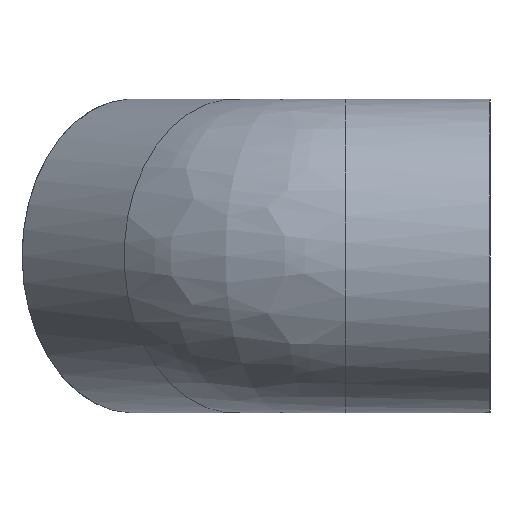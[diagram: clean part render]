
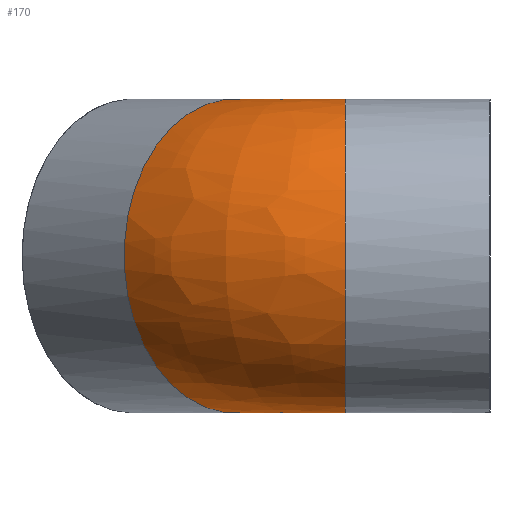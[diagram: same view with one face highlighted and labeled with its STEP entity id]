
A CAD part, left-side view. The second image highlights one B-rep face of the part: STEP entity #170.
In plain terms, the highlighted free-form (B-spline) face has degree [2, 2] with [9, 3] control points.
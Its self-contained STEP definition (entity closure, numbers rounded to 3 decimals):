
#15=(
BOUNDED_SURFACE()
B_SPLINE_SURFACE(2,2,((#302,#303,#304),(#305,#306,#307),(#308,#309,#310),
(#311,#312,#313),(#314,#315,#316),(#317,#318,#319),(#320,#321,#322),(#323,
#324,#325),(#326,#327,#328)),.UNSPECIFIED.,.F.,.F.,.F.)
B_SPLINE_SURFACE_WITH_KNOTS((3,2,2,2,3),(3,3),(-3.02,-1.51,
0.,1.51,3.02),(0.,0.785),
 .UNSPECIFIED.)
GEOMETRIC_REPRESENTATION_ITEM()
RATIONAL_B_SPLINE_SURFACE(((1.,0.924,1.),(0.728,
0.673,0.728),(1.,0.924,1.),(0.728,
0.673,0.728),(1.,0.924,1.),(0.728,
0.673,0.728),(1.,0.924,1.),(0.728,
0.673,0.728),(1.,0.924,1.)))
REPRESENTATION_ITEM('')
SURFACE()
);
#51=FACE_OUTER_BOUND('',#78,.T.);
#78=EDGE_LOOP('',(#150,#151));
#84=CIRCLE('',#183,129.);
#90=CIRCLE('',#195,129.);
#98=VERTEX_POINT('',#275);
#99=VERTEX_POINT('',#276);
#112=EDGE_CURVE('',#98,#99,#84,.T.);
#119=EDGE_CURVE('',#98,#99,#90,.T.);
#150=ORIENTED_EDGE('',*,*,#112,.T.);
#151=ORIENTED_EDGE('',*,*,#119,.F.);
#170=ADVANCED_FACE('',(#51),#15,.F.);
#183=AXIS2_PLACEMENT_3D('',#277,#223,#224);
#195=AXIS2_PLACEMENT_3D('',#294,#247,#248);
#223=DIRECTION('center_axis',(0.,1.,0.));
#224=DIRECTION('ref_axis',(1.,0.,0.));
#247=DIRECTION('center_axis',(0.707,0.707,0.));
#248=DIRECTION('ref_axis',(0.707,-0.707,0.));
#275=CARTESIAN_POINT('',(128.043,119.,-15.683));
#276=CARTESIAN_POINT('',(128.043,119.,15.683));
#277=CARTESIAN_POINT('Origin',(0.,119.,0.));
#294=CARTESIAN_POINT('Origin',(37.503,209.54,0.));
#302=CARTESIAN_POINT('Ctrl Pts',(128.043,119.,15.683));
#303=CARTESIAN_POINT('Ctrl Pts',(128.043,119.,15.683));
#304=CARTESIAN_POINT('Ctrl Pts',(128.043,119.,15.683));
#305=CARTESIAN_POINT('Ctrl Pts',(113.288,119.,136.152));
#306=CARTESIAN_POINT('Ctrl Pts',(113.288,125.112,136.152));
#307=CARTESIAN_POINT('Ctrl Pts',(117.61,129.433,136.152));
#308=CARTESIAN_POINT('Ctrl Pts',(-7.856,119.,128.761));
#309=CARTESIAN_POINT('Ctrl Pts',(-7.856,175.291,128.761));
#310=CARTESIAN_POINT('Ctrl Pts',(31.948,215.095,128.761));
#311=CARTESIAN_POINT('Ctrl Pts',(-129.,119.,121.369));
#312=CARTESIAN_POINT('Ctrl Pts',(-129.,225.471,121.369));
#313=CARTESIAN_POINT('Ctrl Pts',(-53.714,300.757,121.369));
#314=CARTESIAN_POINT('Ctrl Pts',(-129.,119.,0.));
#315=CARTESIAN_POINT('Ctrl Pts',(-129.,225.471,0.));
#316=CARTESIAN_POINT('Ctrl Pts',(-53.714,300.757,0.));
#317=CARTESIAN_POINT('Ctrl Pts',(-129.,119.,-121.369));
#318=CARTESIAN_POINT('Ctrl Pts',(-129.,225.471,-121.369));
#319=CARTESIAN_POINT('Ctrl Pts',(-53.714,300.757,-121.369));
#320=CARTESIAN_POINT('Ctrl Pts',(-7.856,119.,-128.761));
#321=CARTESIAN_POINT('Ctrl Pts',(-7.856,175.291,-128.761));
#322=CARTESIAN_POINT('Ctrl Pts',(31.948,215.095,-128.761));
#323=CARTESIAN_POINT('Ctrl Pts',(113.288,119.,-136.152));
#324=CARTESIAN_POINT('Ctrl Pts',(113.288,125.112,-136.152));
#325=CARTESIAN_POINT('Ctrl Pts',(117.61,129.433,-136.152));
#326=CARTESIAN_POINT('Ctrl Pts',(128.043,119.,-15.683));
#327=CARTESIAN_POINT('Ctrl Pts',(128.043,119.,-15.683));
#328=CARTESIAN_POINT('Ctrl Pts',(128.043,119.,-15.683));
